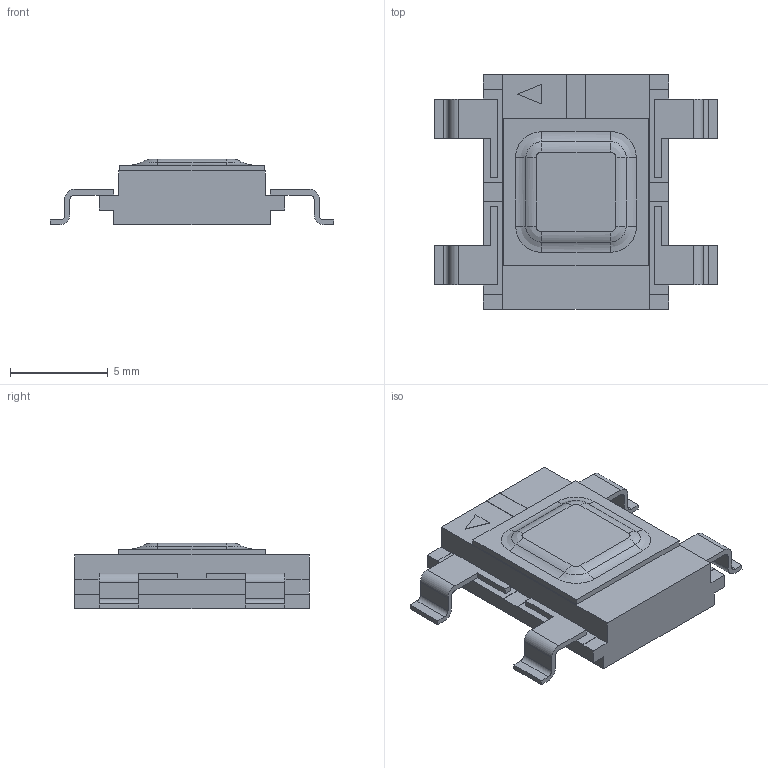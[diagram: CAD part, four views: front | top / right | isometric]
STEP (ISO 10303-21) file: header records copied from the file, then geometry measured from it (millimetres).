
FILE_DESCRIPTION (( 'STEP AP214' ), '1' );
FILE_NAME ('4116.4-3.STEP', '2020-06-18T10:00:26', ( '' ), ( '' ), 'SwSTEP 2.0', 'SolidWorks 2018', '' );
FILE_SCHEMA (( 'AUTOMOTIVE_DESIGN' ));
Length unit declared in the file: millimetre
Products named in the file (1): 4116.4-3
Bounding box: 14.5 x 12 x 3.35 mm (x, y, z)
Volume: 305.7 mm3; surface area: 432.6 mm2
Topology: 2 solids, 2 shells, 126 faces, 341 edges, 222 vertices
Faces by surface type: plane 94, cylinder 24, bspline 8
Entity records: 5243 total; most frequent: CARTESIAN_POINT 1545, ORIENTED_EDGE 682, DIRECTION 589, EDGE_CURVE 341, VECTOR 281, LINE 281, VERTEX_POINT 222, AXIS2_PLACEMENT_3D 154
